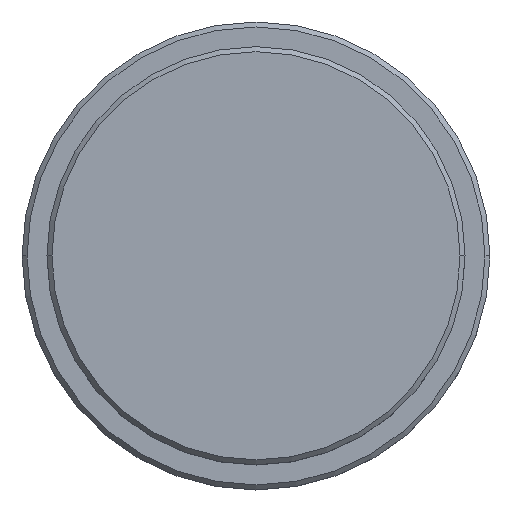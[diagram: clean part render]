
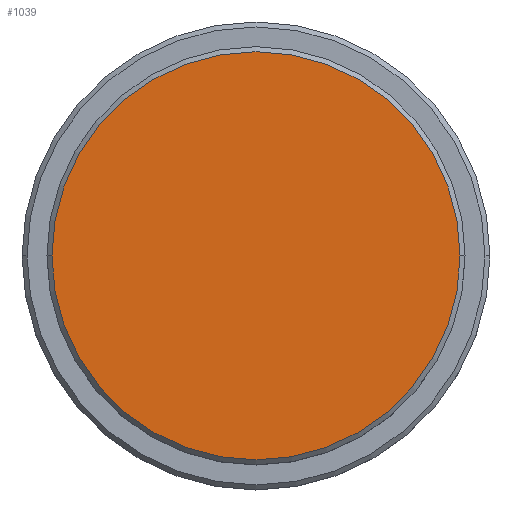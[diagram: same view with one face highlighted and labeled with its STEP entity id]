
A CAD part, top view. The second image highlights one B-rep face of the part: STEP entity #1039.
In plain terms, the highlighted planar face has unit normal (0, 0, 1).
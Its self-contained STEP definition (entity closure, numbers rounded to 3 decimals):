
#15 = DIRECTION ( 'NONE',  ( 1., 0., 0. ) ) ;
#50 = VERTEX_POINT ( 'NONE', #872 ) ;
#117 = CARTESIAN_POINT ( 'NONE',  ( 0., 0., 0. ) ) ;
#399 = CARTESIAN_POINT ( 'NONE',  ( 0., 0., 0. ) ) ;
#472 = CIRCLE ( 'NONE', #956, 20.5 ) ;
#487 = FACE_OUTER_BOUND ( 'NONE', #943, .T. ) ;
#638 = DIRECTION ( 'NONE',  ( 1., 0., 0. ) ) ;
#714 = DIRECTION ( 'NONE',  ( 0., 0., 1. ) ) ;
#734 = DIRECTION ( 'NONE',  ( 0., 0., 1. ) ) ;
#746 = ORIENTED_EDGE ( 'NONE', *, *, #1169, .T. ) ;
#813 = DIRECTION ( 'NONE',  ( 1., 0., 0. ) ) ;
#872 = CARTESIAN_POINT ( 'NONE',  ( -20.5, 0., 0. ) ) ;
#933 = CIRCLE ( 'NONE', #1323, 20.5 ) ;
#943 = EDGE_LOOP ( 'NONE', ( #1260, #746 ) ) ;
#948 = EDGE_CURVE ( 'NONE', #50, #1153, #472, .T. ) ;
#956 = AXIS2_PLACEMENT_3D ( 'NONE', #117, #1238, #15 ) ;
#968 = CARTESIAN_POINT ( 'NONE',  ( 20.5, 0., 0. ) ) ;
#1039 = ADVANCED_FACE ( 'NONE', ( #487 ), #1277, .T. ) ;
#1153 = VERTEX_POINT ( 'NONE', #968 ) ;
#1169 = EDGE_CURVE ( 'NONE', #1153, #50, #933, .T. ) ;
#1238 = DIRECTION ( 'NONE',  ( 0., 0., 1. ) ) ;
#1260 = ORIENTED_EDGE ( 'NONE', *, *, #948, .T. ) ;
#1277 = PLANE ( 'NONE',  #1412 ) ;
#1310 = CARTESIAN_POINT ( 'NONE',  ( 0., 0., 0. ) ) ;
#1323 = AXIS2_PLACEMENT_3D ( 'NONE', #1310, #734, #638 ) ;
#1412 = AXIS2_PLACEMENT_3D ( 'NONE', #399, #714, #813 ) ;
